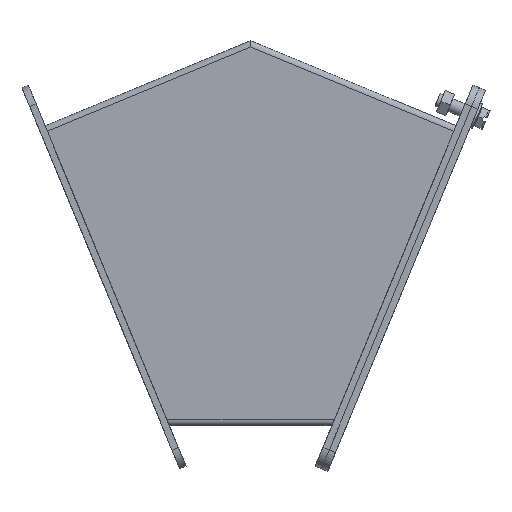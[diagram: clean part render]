
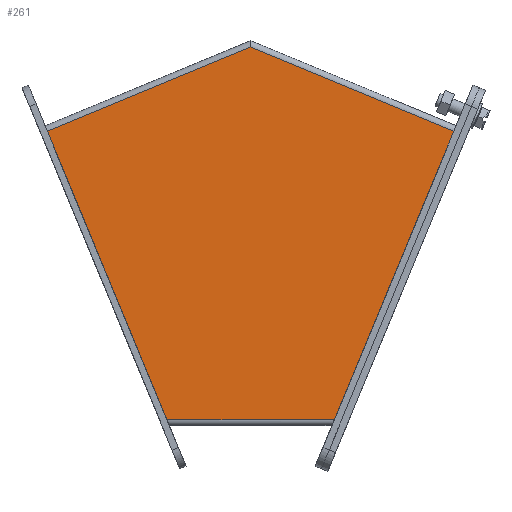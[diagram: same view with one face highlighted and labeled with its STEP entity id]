
A CAD part, front view. The second image highlights one B-rep face of the part: STEP entity #261.
In plain terms, the highlighted planar face has unit normal (0, -1, 0).
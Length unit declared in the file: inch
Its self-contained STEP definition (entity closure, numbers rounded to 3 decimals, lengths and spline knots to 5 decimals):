
#261 = ADVANCED_FACE ( 'NONE', ( #1050 ), #3411, .T. ) ;
#292 = LINE ( 'NONE', #3256, #2199 ) ;
#449 = VERTEX_POINT ( 'NONE', #4082 ) ;
#485 = AXIS2_PLACEMENT_3D ( 'NONE', #5754, #579, #2880 ) ;
#579 = DIRECTION ( 'NONE',  ( 0., -1., 0. ) ) ;
#632 = CARTESIAN_POINT ( 'NONE',  ( 1.55015, -3., 0.10787 ) ) ;
#662 = CARTESIAN_POINT ( 'NONE',  ( 2.47473, -3., 5.97523 ) ) ;
#676 = DIRECTION ( 'NONE',  ( 0.383, 0., 0.924 ) ) ;
#802 = ORIENTED_EDGE ( 'NONE', *, *, #3533, .T. ) ;
#931 = VECTOR ( 'NONE', #2652, 39.37008 ) ;
#1050 = FACE_OUTER_BOUND ( 'NONE', #3363, .T. ) ;
#1600 = DIRECTION ( 'NONE',  ( -0.924, 0., 0.383 ) ) ;
#1619 = VERTEX_POINT ( 'NONE', #632 ) ;
#1653 = VERTEX_POINT ( 'NONE', #4015 ) ;
#2102 = DIRECTION ( 'NONE',  ( 0.383, 0., -0.924 ) ) ;
#2199 = VECTOR ( 'NONE', #5639, 39.37008 ) ;
#2400 = VECTOR ( 'NONE', #676, 39.37008 ) ;
#2402 = CARTESIAN_POINT ( 'NONE',  ( 3.75977, -3., 5.44301 ) ) ;
#2429 = VERTEX_POINT ( 'NONE', #2402 ) ;
#2536 = CARTESIAN_POINT ( 'NONE',  ( 0., -3., 0.10787 ) ) ;
#2612 = EDGE_CURVE ( 'NONE', #1619, #2429, #4938, .T. ) ;
#2652 = DIRECTION ( 'NONE',  ( 1., 0., 0. ) ) ;
#2880 = DIRECTION ( 'NONE',  ( 0., 0., -1. ) ) ;
#3128 = CARTESIAN_POINT ( 'NONE',  ( -3.80105, -3., 5.54267 ) ) ;
#3156 = CARTESIAN_POINT ( 'NONE',  ( 0., -3., 7.00017 ) ) ;
#3256 = CARTESIAN_POINT ( 'NONE',  ( -3.75977, -3., 5.44301 ) ) ;
#3363 = EDGE_LOOP ( 'NONE', ( #802, #5519, #4605, #3577, #5453 ) ) ;
#3411 = PLANE ( 'NONE',  #485 ) ;
#3468 = LINE ( 'NONE', #3128, #3493 ) ;
#3493 = VECTOR ( 'NONE', #2102, 39.37008 ) ;
#3533 = EDGE_CURVE ( 'NONE', #1653, #449, #3468, .T. ) ;
#3577 = ORIENTED_EDGE ( 'NONE', *, *, #3952, .T. ) ;
#3644 = EDGE_CURVE ( 'NONE', #4710, #1653, #292, .T. ) ;
#3952 = EDGE_CURVE ( 'NONE', #2429, #4710, #4897, .T. ) ;
#3989 = LINE ( 'NONE', #2536, #931 ) ;
#4015 = CARTESIAN_POINT ( 'NONE',  ( -3.75977, -3., 5.44301 ) ) ;
#4082 = CARTESIAN_POINT ( 'NONE',  ( -1.55015, -3., 0.10787 ) ) ;
#4605 = ORIENTED_EDGE ( 'NONE', *, *, #2612, .T. ) ;
#4710 = VERTEX_POINT ( 'NONE', #3156 ) ;
#4897 = LINE ( 'NONE', #662, #5478 ) ;
#4938 = LINE ( 'NONE', #5032, #2400 ) ;
#4987 = EDGE_CURVE ( 'NONE', #449, #1619, #3989, .T. ) ;
#5032 = CARTESIAN_POINT ( 'NONE',  ( 1.50547, -3., 0. ) ) ;
#5453 = ORIENTED_EDGE ( 'NONE', *, *, #3644, .T. ) ;
#5478 = VECTOR ( 'NONE', #1600, 39.37008 ) ;
#5519 = ORIENTED_EDGE ( 'NONE', *, *, #4987, .T. ) ;
#5639 = DIRECTION ( 'NONE',  ( -0.924, 0., -0.383 ) ) ;
#5754 = CARTESIAN_POINT ( 'NONE',  ( 0., -3., 0. ) ) ;
